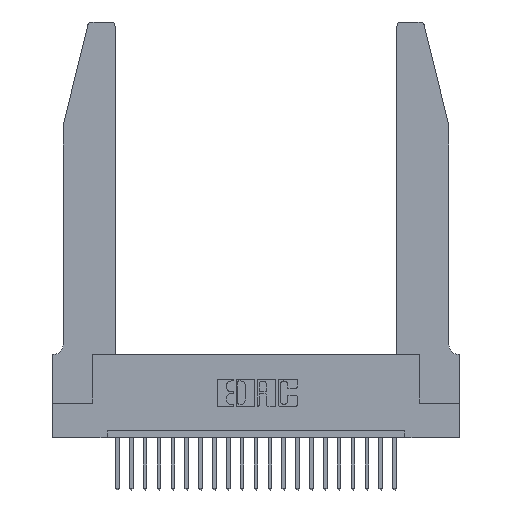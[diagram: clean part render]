
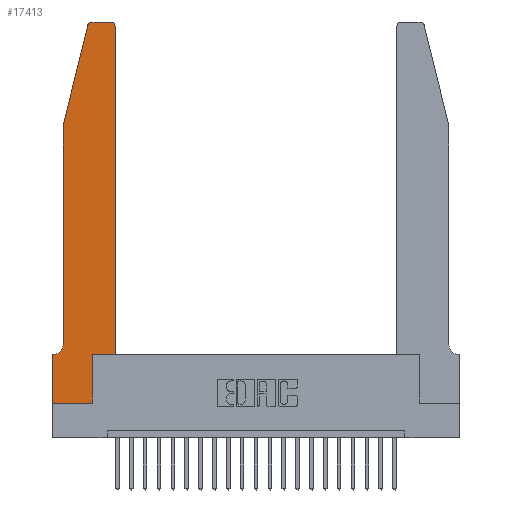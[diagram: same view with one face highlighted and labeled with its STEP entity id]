
A CAD part, top view. The second image highlights one B-rep face of the part: STEP entity #17413.
In plain terms, the highlighted planar face has unit normal (0, 0, 1).
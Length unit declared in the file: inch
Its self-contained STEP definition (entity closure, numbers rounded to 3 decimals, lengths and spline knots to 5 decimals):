
#18 = VECTOR ( 'NONE', #12915, 39.37008 ) ;
#105 = CARTESIAN_POINT ( 'NONE',  ( 0.4205, 2.75, 0.37 ) ) ;
#189 = EDGE_CURVE ( 'NONE', #22521, #3207, #1154, .T. ) ;
#471 = DIRECTION ( 'NONE',  ( 1., 0., 0. ) ) ;
#480 = CARTESIAN_POINT ( 'NONE',  ( 0., 0., 0.37 ) ) ;
#527 = DIRECTION ( 'NONE',  ( -0.239, -0.971, 0. ) ) ;
#647 = CARTESIAN_POINT ( 'NONE',  ( 0.4505, 0.35, 0.37 ) ) ;
#931 = AXIS2_PLACEMENT_3D ( 'NONE', #18600, #12347, #1515 ) ;
#1154 = CIRCLE ( 'NONE', #931, 0.03 ) ;
#1251 = EDGE_CURVE ( 'NONE', #15280, #15833, #9559, .T. ) ;
#1428 = EDGE_CURVE ( 'NONE', #3207, #21319, #18609, .T. ) ;
#1515 = DIRECTION ( 'NONE',  ( 1., 0., 0. ) ) ;
#1941 = EDGE_CURVE ( 'NONE', #4644, #22521, #6941, .T. ) ;
#1993 = CARTESIAN_POINT ( 'NONE',  ( 0.284, 2.75, 0.37 ) ) ;
#2006 = CARTESIAN_POINT ( 'NONE',  ( 0.2865, 0.35, 0.37 ) ) ;
#2480 = EDGE_CURVE ( 'NONE', #6764, #4644, #15213, .T. ) ;
#2691 = ORIENTED_EDGE ( 'NONE', *, *, #189, .T. ) ;
#2754 = VECTOR ( 'NONE', #19215, 39.37008 ) ;
#3007 = VECTOR ( 'NONE', #471, 39.37008 ) ;
#3207 = VERTEX_POINT ( 'NONE', #105 ) ;
#3413 = VECTOR ( 'NONE', #11111, 39.37008 ) ;
#3421 = CARTESIAN_POINT ( 'NONE',  ( 0.4505, 2.72, 0.37 ) ) ;
#3992 = CARTESIAN_POINT ( 'NONE',  ( 0.0055, 0.42, 0.37 ) ) ;
#4476 = VERTEX_POINT ( 'NONE', #5064 ) ;
#4644 = VERTEX_POINT ( 'NONE', #647 ) ;
#5064 = CARTESIAN_POINT ( 'NONE',  ( 0.25487, 2.72718, 0.37 ) ) ;
#5134 = CIRCLE ( 'NONE', #17951, 0.03 ) ;
#6064 = ORIENTED_EDGE ( 'NONE', *, *, #17561, .T. ) ;
#6126 = CARTESIAN_POINT ( 'NONE',  ( 0.0755, 2., 0.37 ) ) ;
#6306 = VECTOR ( 'NONE', #8349, 39.37008 ) ;
#6390 = EDGE_CURVE ( 'NONE', #22499, #15280, #21849, .T. ) ;
#6764 = VERTEX_POINT ( 'NONE', #20585 ) ;
#6891 = PLANE ( 'NONE',  #15528 ) ;
#6941 = LINE ( 'NONE', #15397, #2754 ) ;
#7169 = EDGE_CURVE ( 'NONE', #12436, #22499, #22678, .T. ) ;
#7326 = CARTESIAN_POINT ( 'NONE',  ( 0.0755, 2., 0.37 ) ) ;
#7411 = EDGE_CURVE ( 'NONE', #4476, #21179, #14526, .T. ) ;
#7573 = DIRECTION ( 'NONE',  ( -1., 0., 0. ) ) ;
#7621 = EDGE_CURVE ( 'NONE', #21179, #12436, #18155, .T. ) ;
#7679 = CARTESIAN_POINT ( 'NONE',  ( 0.284, 2.72, 0.37 ) ) ;
#7946 = EDGE_CURVE ( 'NONE', #15833, #15212, #18995, .T. ) ;
#8349 = DIRECTION ( 'NONE',  ( -1., 0., 0. ) ) ;
#9213 = CARTESIAN_POINT ( 'NONE',  ( 0., 0., 0.37 ) ) ;
#9559 = LINE ( 'NONE', #9213, #18063 ) ;
#10042 = CARTESIAN_POINT ( 'NONE',  ( 0.2605, 2.75, 0.37 ) ) ;
#10113 = DIRECTION ( 'NONE',  ( -1., 0., 0. ) ) ;
#10526 = CARTESIAN_POINT ( 'NONE',  ( 0.0755, 2., 0.37 ) ) ;
#10614 = DIRECTION ( 'NONE',  ( 1., 0., 0. ) ) ;
#11111 = DIRECTION ( 'NONE',  ( 0., 1., 0. ) ) ;
#11385 = VECTOR ( 'NONE', #21573, 39.37008 ) ;
#12240 = VECTOR ( 'NONE', #527, 39.37008 ) ;
#12347 = DIRECTION ( 'NONE',  ( 0., 0., 1. ) ) ;
#12436 = VERTEX_POINT ( 'NONE', #14299 ) ;
#12560 = CARTESIAN_POINT ( 'NONE',  ( 0.2865, 0., 0.37 ) ) ;
#12915 = DIRECTION ( 'NONE',  ( 1., 0., 0. ) ) ;
#13095 = CARTESIAN_POINT ( 'NONE',  ( 0.4505, 0.35, 0.37 ) ) ;
#14158 = CARTESIAN_POINT ( 'NONE',  ( 0., 0.35, 0.37 ) ) ;
#14230 = DIRECTION ( 'NONE',  ( 0., 0., 1. ) ) ;
#14299 = CARTESIAN_POINT ( 'NONE',  ( 0.0755, 0.42, 0.37 ) ) ;
#14526 = LINE ( 'NONE', #6126, #12240 ) ;
#14896 = ORIENTED_EDGE ( 'NONE', *, *, #1428, .T. ) ;
#15212 = VERTEX_POINT ( 'NONE', #12560 ) ;
#15213 = LINE ( 'NONE', #13095, #3007 ) ;
#15280 = VERTEX_POINT ( 'NONE', #14158 ) ;
#15397 = CARTESIAN_POINT ( 'NONE',  ( 0.4505, 0.35, 0.37 ) ) ;
#15482 = ORIENTED_EDGE ( 'NONE', *, *, #1941, .T. ) ;
#15528 = AXIS2_PLACEMENT_3D ( 'NONE', #21508, #14230, #10614 ) ;
#15833 = VERTEX_POINT ( 'NONE', #480 ) ;
#16179 = AXIS2_PLACEMENT_3D ( 'NONE', #3992, #16666, #7573 ) ;
#16189 = EDGE_LOOP ( 'NONE', ( #14896, #19104, #21101, #17457, #20951, #16191, #19393, #17031, #6064, #18743, #15482, #2691 ) ) ;
#16191 = ORIENTED_EDGE ( 'NONE', *, *, #6390, .T. ) ;
#16311 = DIRECTION ( 'NONE',  ( 0., -1., 0. ) ) ;
#16596 = DIRECTION ( 'NONE',  ( 1., 0., 0. ) ) ;
#16666 = DIRECTION ( 'NONE',  ( 0., 0., -1. ) ) ;
#17031 = ORIENTED_EDGE ( 'NONE', *, *, #7946, .T. ) ;
#17413 = ADVANCED_FACE ( 'NONE', ( #22363 ), #6891, .T. ) ;
#17457 = ORIENTED_EDGE ( 'NONE', *, *, #7621, .T. ) ;
#17561 = EDGE_CURVE ( 'NONE', #15212, #6764, #21481, .T. ) ;
#17951 = AXIS2_PLACEMENT_3D ( 'NONE', #7679, #18632, #16596 ) ;
#18039 = VECTOR ( 'NONE', #10113, 39.37008 ) ;
#18063 = VECTOR ( 'NONE', #16311, 39.37008 ) ;
#18155 = LINE ( 'NONE', #7326, #11385 ) ;
#18600 = CARTESIAN_POINT ( 'NONE',  ( 0.4205, 2.72, 0.37 ) ) ;
#18609 = LINE ( 'NONE', #10042, #18039 ) ;
#18632 = DIRECTION ( 'NONE',  ( 0., 0., 1. ) ) ;
#18743 = ORIENTED_EDGE ( 'NONE', *, *, #2480, .T. ) ;
#18995 = LINE ( 'NONE', #20415, #18 ) ;
#19104 = ORIENTED_EDGE ( 'NONE', *, *, #20792, .T. ) ;
#19215 = DIRECTION ( 'NONE',  ( 0., 1., 0. ) ) ;
#19393 = ORIENTED_EDGE ( 'NONE', *, *, #1251, .T. ) ;
#19431 = CARTESIAN_POINT ( 'NONE',  ( 0.0755, 0.35, 0.37 ) ) ;
#20415 = CARTESIAN_POINT ( 'NONE',  ( 0., 0., 0.37 ) ) ;
#20585 = CARTESIAN_POINT ( 'NONE',  ( 0.2865, 0.35, 0.37 ) ) ;
#20792 = EDGE_CURVE ( 'NONE', #21319, #4476, #5134, .T. ) ;
#20951 = ORIENTED_EDGE ( 'NONE', *, *, #7169, .T. ) ;
#21101 = ORIENTED_EDGE ( 'NONE', *, *, #7411, .T. ) ;
#21179 = VERTEX_POINT ( 'NONE', #10526 ) ;
#21319 = VERTEX_POINT ( 'NONE', #1993 ) ;
#21481 = LINE ( 'NONE', #2006, #3413 ) ;
#21508 = CARTESIAN_POINT ( 'NONE',  ( 0., 0.35, 0.37 ) ) ;
#21573 = DIRECTION ( 'NONE',  ( 0., -1., 0. ) ) ;
#21849 = LINE ( 'NONE', #19431, #6306 ) ;
#22363 = FACE_OUTER_BOUND ( 'NONE', #16189, .T. ) ;
#22499 = VERTEX_POINT ( 'NONE', #23001 ) ;
#22521 = VERTEX_POINT ( 'NONE', #3421 ) ;
#22678 = CIRCLE ( 'NONE', #16179, 0.07 ) ;
#23001 = CARTESIAN_POINT ( 'NONE',  ( 0.0055, 0.35, 0.37 ) ) ;
